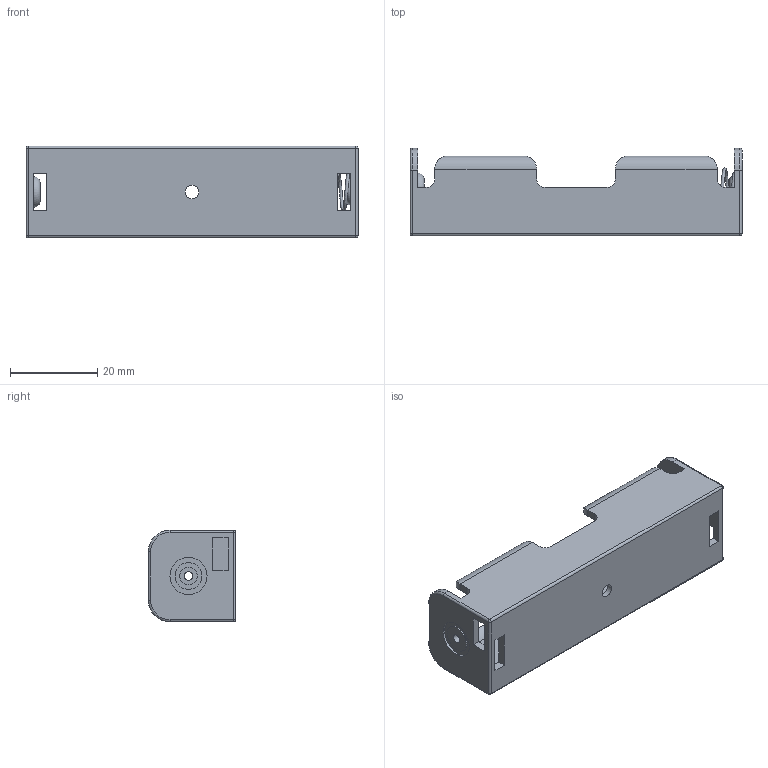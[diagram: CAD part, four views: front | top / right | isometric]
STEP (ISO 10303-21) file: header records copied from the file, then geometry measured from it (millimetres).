
FILE_DESCRIPTION(/* description */ ('STEP AP214'),/* implementation_level */ '2;1');
FILE_NAME(/* name */ '18650 battery single enclosure.stp',/* time_stamp */ '2024-11-03T10:25:08-05:00',/* author */ ('yulio'),/* organization */ (''),/* preprocessor_version */ 'ST-DEVELOPER v20',/* originating_system */ 'Autodesk Inventor 2024',/* authorisation */ '');
FILE_SCHEMA (('AUTOMOTIVE_DESIGN { 1 0 10303 214 3 1 1 }'));
Length unit declared in the file: millimetre
Products named in the file (1): 18650 battery single enclosure
Bounding box: 75.9 x 20 x 21 mm (x, y, z)
Volume: 7347.4 mm3; surface area: 9519.8 mm2
Topology: 4 solids, 4 shells, 110 faces, 265 edges, 162 vertices
Faces by surface type: cylinder 50, plane 49, torus 6, sphere 4, bspline 1
Full cylindrical faces by diameter (mm): 2 x2, 3 x1, 4 x4, 5.3 x1, 6.141 x2, 8.5 x2
Entity records: 4523 total; most frequent: CARTESIAN_POINT 1843, DIRECTION 544, ORIENTED_EDGE 522, EDGE_CURVE 261, AXIS2_PLACEMENT_3D 190, LINE 164, VECTOR 164, VERTEX_POINT 162
